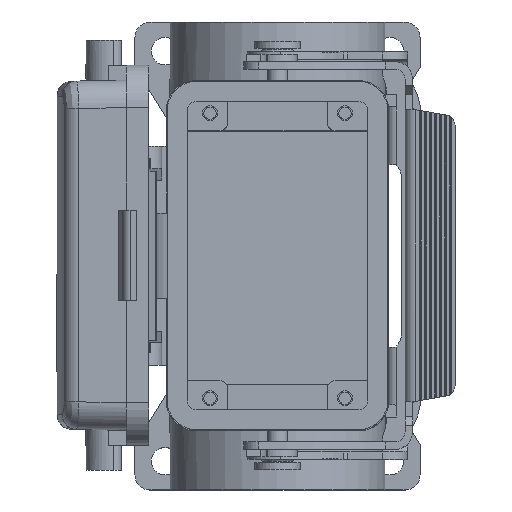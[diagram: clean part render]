
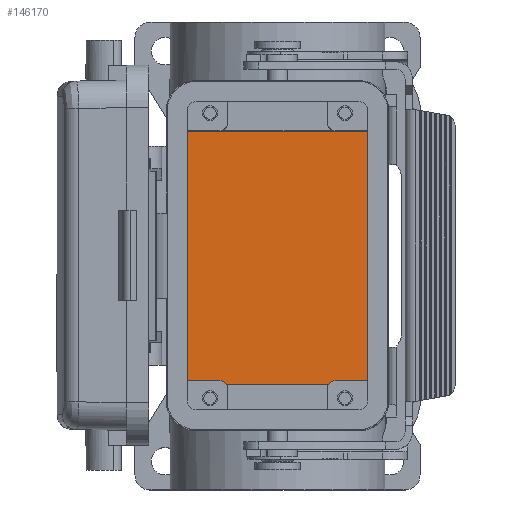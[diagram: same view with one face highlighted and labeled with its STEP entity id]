
A CAD part, top view. The second image highlights one B-rep face of the part: STEP entity #146170.
In plain terms, the highlighted planar face has unit normal (0, 0, 1).
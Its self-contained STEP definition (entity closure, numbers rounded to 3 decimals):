
#142620=CARTESIAN_POINT('',(-25.,-18.25,-60.));
#142630=DIRECTION('',(1.,0.,0.));
#142640=VECTOR('',#142630,50.);
#142650=LINE('',#142620,#142640);
#142660=CARTESIAN_POINT('',(-25.,-18.25,-60.));
#142670=VERTEX_POINT('',#142660);
#142680=CARTESIAN_POINT('',(25.,-18.25,-60.));
#142690=VERTEX_POINT('',#142680);
#142700=EDGE_CURVE('',#142670,#142690,#142650,.T.);
#143630=CARTESIAN_POINT('',(-25.75,10.201,-60.));
#143640=VERTEX_POINT('',#143630);
#143670=CARTESIAN_POINT('',(-25.75,10.201,-60.));
#143680=DIRECTION('',(0.,-1.,0.));
#143690=VECTOR('',#143680,20.402);
#143700=LINE('',#143670,#143690);
#143710=CARTESIAN_POINT('',(-25.75,-10.201,-60.));
#143720=VERTEX_POINT('',#143710);
#143730=EDGE_CURVE('',#143640,#143720,#143700,.T.);
#145310=CARTESIAN_POINT('',(25.,18.25,-60.));
#145320=VERTEX_POINT('',#145310);
#145350=CARTESIAN_POINT('',(25.,18.25,-60.));
#145360=DIRECTION('',(-1.,0.,0.));
#145370=VECTOR('',#145360,50.);
#145380=LINE('',#145350,#145370);
#145390=CARTESIAN_POINT('',(-25.,18.25,-60.));
#145400=VERTEX_POINT('',#145390);
#145410=EDGE_CURVE('',#145320,#145400,#145380,.T.);
#145640=CARTESIAN_POINT('',(-25.,11.5,-60.));
#145650=VERTEX_POINT('',#145640);
#145680=CARTESIAN_POINT('',(-26.5,11.5,-60.));
#145690=DIRECTION('',(0.,0.,-1.));
#145700=DIRECTION('',(0.,-1.,0.));
#145710=AXIS2_PLACEMENT_3D('',#145680,#145690,#145700);
#145720=CIRCLE('',#145710,1.5);
#145730=EDGE_CURVE('',#145650,#143640,#145720,.T.);
#145790=CARTESIAN_POINT('',(0.,0.,-60.));
#145800=DIRECTION('',(0.,0.,1.));
#145810=DIRECTION('',(1.,0.,0.));
#145820=AXIS2_PLACEMENT_3D('',#145790,#145800,#145810);
#145830=PLANE('',#145820);
#145840=ORIENTED_EDGE('',*,*,#145730,.T.);
#145850=CARTESIAN_POINT('',(-25.,18.25,-60.));
#145860=DIRECTION('',(0.,-1.,0.));
#145870=VECTOR('',#145860,6.75);
#145880=LINE('',#145850,#145870);
#145890=EDGE_CURVE('',#145400,#145650,#145880,.T.);
#145900=ORIENTED_EDGE('',*,*,#145890,.T.);
#145910=ORIENTED_EDGE('',*,*,#145410,.T.);
#145920=CARTESIAN_POINT('',(25.,-18.25,-60.));
#145930=DIRECTION('',(0.,1.,0.));
#145940=VECTOR('',#145930,36.5);
#145950=LINE('',#145920,#145940);
#145960=EDGE_CURVE('',#142690,#145320,#145950,.T.);
#145970=ORIENTED_EDGE('',*,*,#145960,.T.);
#145980=ORIENTED_EDGE('',*,*,#142700,.T.);
#145990=CARTESIAN_POINT('',(-25.,-11.5,-60.));
#146000=DIRECTION('',(0.,-1.,0.));
#146010=VECTOR('',#146000,6.75);
#146020=LINE('',#145990,#146010);
#146030=CARTESIAN_POINT('',(-25.,-11.5,-60.));
#146040=VERTEX_POINT('',#146030);
#146050=EDGE_CURVE('',#146040,#142670,#146020,.T.);
#146060=ORIENTED_EDGE('',*,*,#146050,.T.);
#146070=CARTESIAN_POINT('',(-26.5,-11.5,-60.));
#146080=DIRECTION('',(0.,0.,-1.));
#146090=DIRECTION('',(-1.,0.,0.));
#146100=AXIS2_PLACEMENT_3D('',#146070,#146080,#146090);
#146110=CIRCLE('',#146100,1.5);
#146120=EDGE_CURVE('',#143720,#146040,#146110,.T.);
#146130=ORIENTED_EDGE('',*,*,#146120,.T.);
#146140=ORIENTED_EDGE('',*,*,#143730,.T.);
#146150=EDGE_LOOP('',(#146140,#146130,#146060,#145980,#145970,#145910,
#145900,#145840));
#146160=FACE_OUTER_BOUND('',#146150,.T.);
#146170=ADVANCED_FACE('',(#146160),#145830,.T.);
